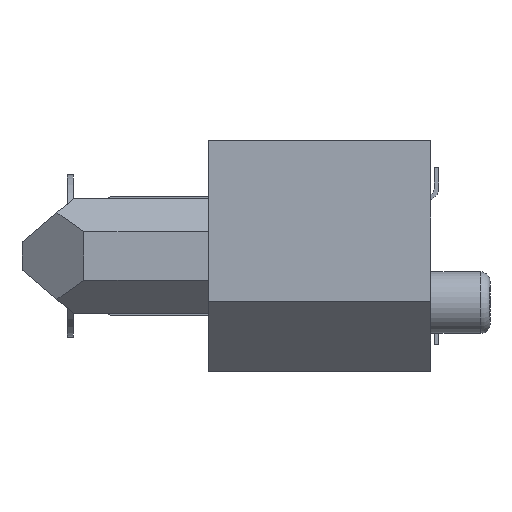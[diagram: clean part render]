
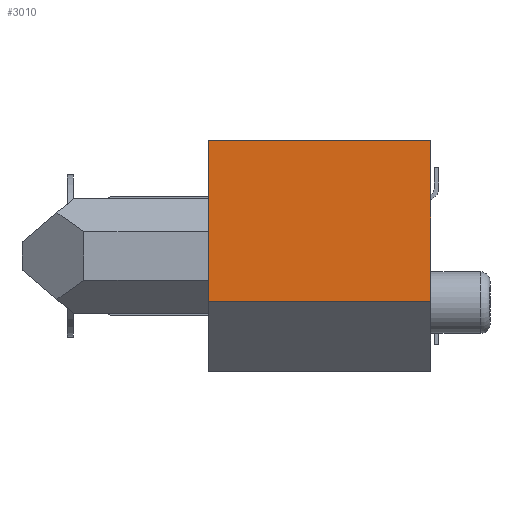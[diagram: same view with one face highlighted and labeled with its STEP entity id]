
A CAD part, left-side view. The second image highlights one B-rep face of the part: STEP entity #3010.
In plain terms, the highlighted planar face has unit normal (-1, 0, 0).
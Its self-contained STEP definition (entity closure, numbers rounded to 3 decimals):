
#3010 = ADVANCED_FACE( '', ( #6762 ), #6763, .F. );
#6762 = FACE_OUTER_BOUND( '', #11273, .T. );
#6763 = PLANE( '', #11274 );
#11273 = EDGE_LOOP( '', ( #21093, #21094, #21095, #21096 ) );
#11274 = AXIS2_PLACEMENT_3D( '', #21097, #21098, #21099 );
#21093 = ORIENTED_EDGE( '', *, *, #30375, .T. );
#21094 = ORIENTED_EDGE( '', *, *, #30985, .F. );
#21095 = ORIENTED_EDGE( '', *, *, #32341, .F. );
#21096 = ORIENTED_EDGE( '', *, *, #28513, .T. );
#21097 = CARTESIAN_POINT( '', ( -10.9, 4.765, -0.975 ) );
#21098 = DIRECTION( '', ( 1., 0., 0. ) );
#21099 = DIRECTION( '', ( 0., 0., -1. ) );
#28513 = EDGE_CURVE( '', #34460, #34458, #34461, .T. );
#30375 = EDGE_CURVE( '', #34458, #37732, #37734, .T. );
#30985 = EDGE_CURVE( '', #38734, #37732, #38736, .T. );
#32341 = EDGE_CURVE( '', #34460, #38734, #40798, .T. );
#34458 = VERTEX_POINT( '', #43366 );
#34460 = VERTEX_POINT( '', #43369 );
#34461 = LINE( '', #43370, #43371 );
#37732 = VERTEX_POINT( '', #48080 );
#37734 = LINE( '', #48083, #48084 );
#38734 = VERTEX_POINT( '', #49545 );
#38736 = LINE( '', #49548, #49549 );
#40798 = LINE( '', #52613, #52614 );
#43366 = CARTESIAN_POINT( '', ( -10.9, 0., -0.975 ) );
#43369 = CARTESIAN_POINT( '', ( -10.9, 4.765, -0.975 ) );
#43370 = CARTESIAN_POINT( '', ( -10.9, 4.765, -0.975 ) );
#43371 = VECTOR( '', #56336, 1000. );
#48080 = CARTESIAN_POINT( '', ( -10.9, 0., 2.475 ) );
#48083 = CARTESIAN_POINT( '', ( -10.9, 0., -0.975 ) );
#48084 = VECTOR( '', #58154, 1000. );
#49545 = CARTESIAN_POINT( '', ( -10.9, 4.765, 2.475 ) );
#49548 = CARTESIAN_POINT( '', ( -10.9, 4.765, 2.475 ) );
#49549 = VECTOR( '', #58758, 1000. );
#52613 = CARTESIAN_POINT( '', ( -10.9, 4.765, -0.975 ) );
#52614 = VECTOR( '', #60028, 1000. );
#56336 = DIRECTION( '', ( 0., -1., 0. ) );
#58154 = DIRECTION( '', ( 0., 0., 1. ) );
#58758 = DIRECTION( '', ( 0., -1., 0. ) );
#60028 = DIRECTION( '', ( 0., 0., 1. ) );
